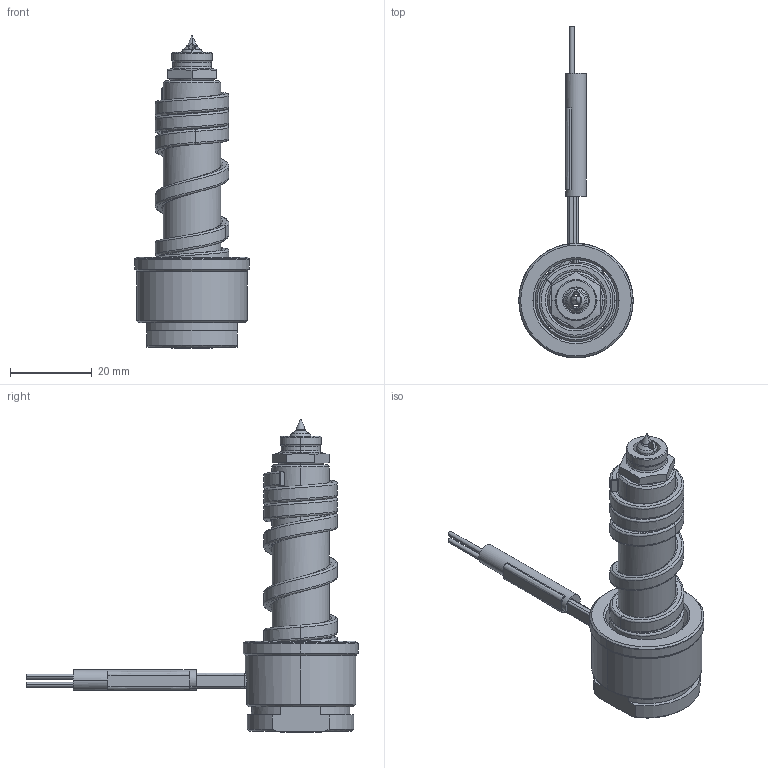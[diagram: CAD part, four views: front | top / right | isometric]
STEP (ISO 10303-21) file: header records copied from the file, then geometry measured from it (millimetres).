
FILE_DESCRIPTION((''),'2;1');
FILE_NAME('ML-76-BKS-N','2014-02-12T',('Íàòàëüÿ'),('IMID'),'PRO/ENGINEER BY PARAMETRIC TECHNOLOGY CORPORATION, 2010480','PRO/ENGINEER BY PARAMETRIC TECHNOLOGY CORPORATION, 2010480','');
FILE_SCHEMA(('CONFIG_CONTROL_DESIGN'));
Length unit declared in the file: millimetre
Products named in the file (1): ML-76-BKS-N
Bounding box: 28 x 81 x 76.2 mm (x, y, z)
Volume: 19157.7 mm3; surface area: 13645.5 mm2
Topology: 1 solids, 13 shells, 339 faces, 892 edges, 537 vertices
Faces by surface type: cylinder 110, plane 62, cone 60, bspline 55, torus 34, revolution 9, extrusion 7, sphere 2
Entity records: 17398 total; most frequent: CARTESIAN_POINT 9333, ORIENTED_EDGE 1736, DIRECTION 1589, EDGE_CURVE 888, AXIS2_PLACEMENT_3D 644, VERTEX_POINT 537, CIRCLE 375, EDGE_LOOP 369
